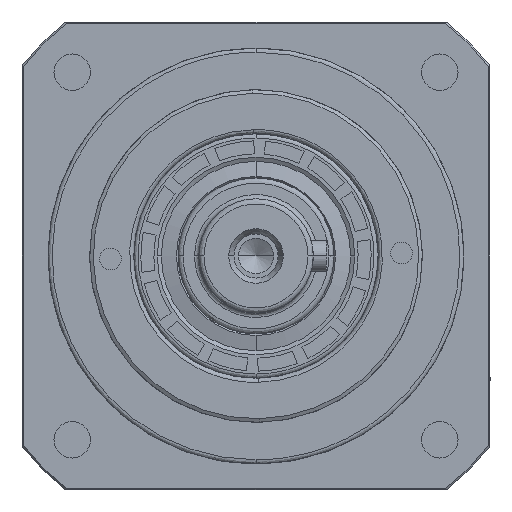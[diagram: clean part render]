
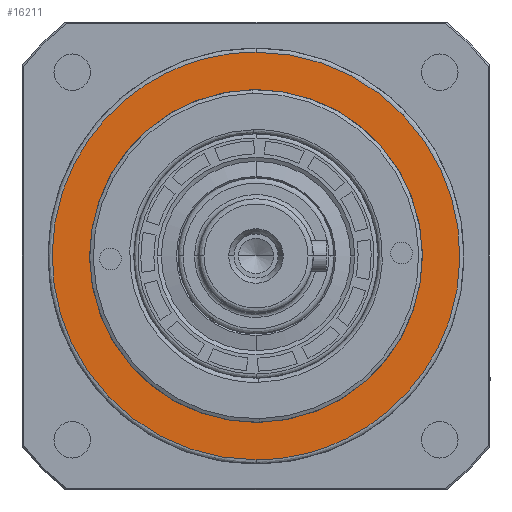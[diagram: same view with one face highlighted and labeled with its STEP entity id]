
A CAD part, left-side view. The second image highlights one B-rep face of the part: STEP entity #16211.
In plain terms, the highlighted planar face has unit normal (-1, 0, 0).
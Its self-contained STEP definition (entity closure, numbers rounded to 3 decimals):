
#681 = CARTESIAN_POINT ( 'NONE',  ( 0., 0., -32. ) ) ;
#2882 = ORIENTED_EDGE ( 'NONE', *, *, #5007, .F. ) ;
#4916 = VERTEX_POINT ( 'NONE', #10910 ) ;
#5007 = EDGE_CURVE ( 'NONE', #4916, #16371, #15323, .T. ) ;
#5673 = AXIS2_PLACEMENT_3D ( 'NONE', #10657, #10653, #10629 ) ;
#6746 = CIRCLE ( 'NONE', #5673, 32. ) ;
#8869 =( BOUNDED_CURVE ( )  B_SPLINE_CURVE ( 3, ( #23889, #23823, #23710, #23680 ),
 .UNSPECIFIED., .F., .T. ) 
 B_SPLINE_CURVE_WITH_KNOTS ( ( 4, 4 ),
 ( 0., 1. ),
 .UNSPECIFIED. ) 
 CURVE ( )  GEOMETRIC_REPRESENTATION_ITEM ( )  RATIONAL_B_SPLINE_CURVE ( ( 1., 0.333, 0.333, 1. ) ) 
 REPRESENTATION_ITEM ( '' )  );
#9384 = CARTESIAN_POINT ( 'NONE',  ( 0., 0., 39.2 ) ) ;
#9410 = CARTESIAN_POINT ( 'NONE',  ( 0., 78.399, 39.2 ) ) ;
#9502 = CARTESIAN_POINT ( 'NONE',  ( 0., 78.399, -39.2 ) ) ;
#9718 = AXIS2_PLACEMENT_3D ( 'NONE', #15589, #15733, #15538 ) ;
#9734 = CIRCLE ( 'NONE', #16589, 32. ) ;
#10089 = CARTESIAN_POINT ( 'NONE',  ( 0., 0., -39.2 ) ) ;
#10629 = DIRECTION ( 'NONE',  ( 0., 0., 1. ) ) ;
#10653 = DIRECTION ( 'NONE',  ( -1., 0., 0. ) ) ;
#10657 = CARTESIAN_POINT ( 'NONE',  ( 0., 0., 0. ) ) ;
#10910 = CARTESIAN_POINT ( 'NONE',  ( 0., 0., -39.2 ) ) ;
#11765 = FACE_BOUND ( 'NONE', #20742, .T. ) ;
#13947 = ORIENTED_EDGE ( 'NONE', *, *, #14482, .F. ) ;
#14148 = DIRECTION ( 'NONE',  ( 0., 0., 1. ) ) ;
#14154 = DIRECTION ( 'NONE',  ( -1., 0., 0. ) ) ;
#14182 = CARTESIAN_POINT ( 'NONE',  ( 0., 0., 0. ) ) ;
#14418 = CARTESIAN_POINT ( 'NONE',  ( 0., 0., 39.2 ) ) ;
#14482 = EDGE_CURVE ( 'NONE', #19336, #22813, #9734, .T. ) ;
#15323 =( BOUNDED_CURVE ( )  B_SPLINE_CURVE ( 3, ( #10089, #9502, #9410, #9384 ),
 .UNSPECIFIED., .F., .F. ) 
 B_SPLINE_CURVE_WITH_KNOTS ( ( 4, 4 ),
 ( 0., 1. ),
 .UNSPECIFIED. ) 
 CURVE ( )  GEOMETRIC_REPRESENTATION_ITEM ( )  RATIONAL_B_SPLINE_CURVE ( ( 1., 0.333, 0.333, 1. ) ) 
 REPRESENTATION_ITEM ( '' )  );
#15538 = DIRECTION ( 'NONE',  ( 0., 0., -1. ) ) ;
#15589 = CARTESIAN_POINT ( 'NONE',  ( 0., 0., 0. ) ) ;
#15615 = PLANE ( 'NONE',  #9718 ) ;
#15733 = DIRECTION ( 'NONE',  ( 1., 0., 0. ) ) ;
#16211 = ADVANCED_FACE ( 'NONE', ( #21335, #11765 ), #15615, .F. ) ;
#16371 = VERTEX_POINT ( 'NONE', #14418 ) ;
#16589 = AXIS2_PLACEMENT_3D ( 'NONE', #14182, #14154, #14148 ) ;
#17638 = CARTESIAN_POINT ( 'NONE',  ( 0., 0., 32. ) ) ;
#17794 = ORIENTED_EDGE ( 'NONE', *, *, #20426, .F. ) ;
#19336 = VERTEX_POINT ( 'NONE', #17638 ) ;
#20034 = EDGE_CURVE ( 'NONE', #16371, #4916, #8869, .T. ) ;
#20426 = EDGE_CURVE ( 'NONE', #22813, #19336, #6746, .T. ) ;
#20528 = EDGE_LOOP ( 'NONE', ( #23186, #2882 ) ) ;
#20742 = EDGE_LOOP ( 'NONE', ( #13947, #17794 ) ) ;
#21335 = FACE_OUTER_BOUND ( 'NONE', #20528, .T. ) ;
#22813 = VERTEX_POINT ( 'NONE', #681 ) ;
#23186 = ORIENTED_EDGE ( 'NONE', *, *, #20034, .F. ) ;
#23680 = CARTESIAN_POINT ( 'NONE',  ( 0., 0., -39.2 ) ) ;
#23710 = CARTESIAN_POINT ( 'NONE',  ( 0., -78.399, -39.2 ) ) ;
#23823 = CARTESIAN_POINT ( 'NONE',  ( 0., -78.399, 39.2 ) ) ;
#23889 = CARTESIAN_POINT ( 'NONE',  ( 0., 0., 39.2 ) ) ;
